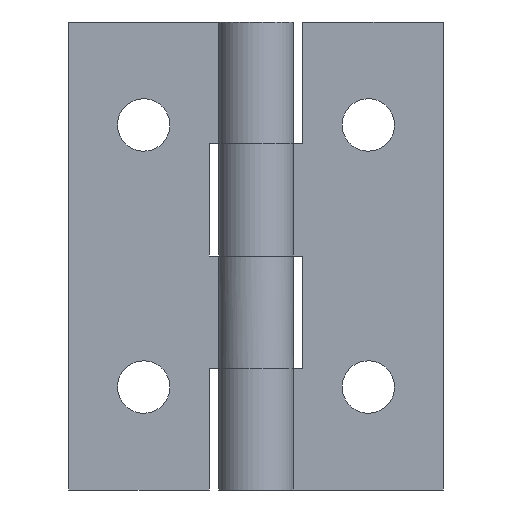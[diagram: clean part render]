
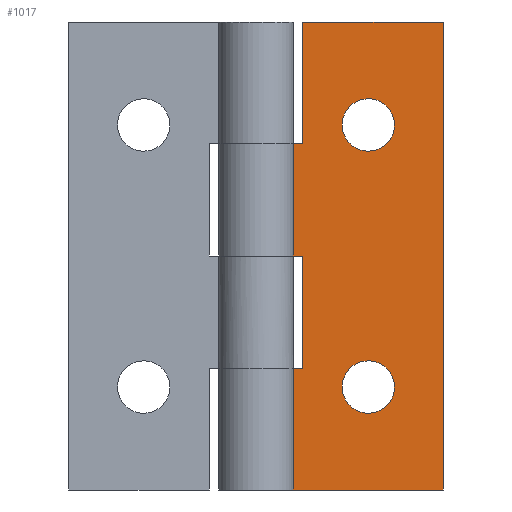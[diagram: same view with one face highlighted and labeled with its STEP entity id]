
A CAD part, front view. The second image highlights one B-rep face of the part: STEP entity #1017.
In plain terms, the highlighted free-form (B-spline) face has degree [1, 1] with [2, 2] control points.
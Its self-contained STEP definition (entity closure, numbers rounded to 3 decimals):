
#62=CARTESIAN_POINT('',(6.0,1.0,6.9));
#63=VERTEX_POINT('',#62);
#64=CARTESIAN_POINT('',(4.604,1.0,5.61));
#65=VERTEX_POINT('',#64);
#66=CARTESIAN_POINT('',(6.0,1.0,6.9));
#67=CARTESIAN_POINT('',(4.706,1.0,6.9));
#68=CARTESIAN_POINT('',(4.604,1.0,5.61));
#76=(BOUNDED_CURVE()B_SPLINE_CURVE(2,(#66,#67,#68),.UNSPECIFIED.,.F.,.U.)B_SPLINE_CURVE_WITH_KNOTS((3,3),(0.0,0.236),.UNSPECIFIED.)CURVE()GEOMETRIC_REPRESENTATION_ITEM()RATIONAL_B_SPLINE_CURVE((1.0,0.723,0.97))REPRESENTATION_ITEM(''));
#77=EDGE_CURVE('',#63,#65,#76,.T.);
#118=CARTESIAN_POINT('',(7.396,1.0,5.39));
#119=VERTEX_POINT('',#118);
#125=CARTESIAN_POINT('',(7.396,1.0,5.39));
#126=CARTESIAN_POINT('',(7.4,1.0,5.445));
#127=CARTESIAN_POINT('',(7.4,1.0,5.5));
#128=CARTESIAN_POINT('',(7.4,1.0,6.9));
#129=CARTESIAN_POINT('',(6.0,1.0,6.9));
#137=(BOUNDED_CURVE()B_SPLINE_CURVE(2,(#125,#126,#127,#128,#129),.UNSPECIFIED.,.F.,.U.)B_SPLINE_CURVE_WITH_KNOTS((3,2,3),(0.736,0.75,1.0),.UNSPECIFIED.)CURVE()GEOMETRIC_REPRESENTATION_ITEM()RATIONAL_B_SPLINE_CURVE((0.97,0.984,1.0,0.707,1.0))REPRESENTATION_ITEM(''));
#138=EDGE_CURVE('',#119,#63,#137,.T.);
#161=CARTESIAN_POINT('',(6.0,1.0,4.1));
#162=VERTEX_POINT('',#161);
#163=CARTESIAN_POINT('',(4.604,1.0,5.61));
#164=CARTESIAN_POINT('',(4.6,1.0,5.555));
#165=CARTESIAN_POINT('',(4.6,1.0,5.5));
#166=CARTESIAN_POINT('',(4.6,1.0,4.1));
#167=CARTESIAN_POINT('',(6.0,1.0,4.1));
#175=(BOUNDED_CURVE()B_SPLINE_CURVE(2,(#163,#164,#165,#166,#167),.UNSPECIFIED.,.F.,.U.)B_SPLINE_CURVE_WITH_KNOTS((3,2,3),(0.236,0.25,0.5),.UNSPECIFIED.)CURVE()GEOMETRIC_REPRESENTATION_ITEM()RATIONAL_B_SPLINE_CURVE((0.97,0.984,1.0,0.707,1.0))REPRESENTATION_ITEM(''));
#176=EDGE_CURVE('',#65,#162,#175,.T.);
#178=CARTESIAN_POINT('',(6.0,1.0,4.1));
#179=CARTESIAN_POINT('',(7.294,1.0,4.1));
#180=CARTESIAN_POINT('',(7.396,1.0,5.39));
#188=(BOUNDED_CURVE()B_SPLINE_CURVE(2,(#178,#179,#180),.UNSPECIFIED.,.F.,.U.)B_SPLINE_CURVE_WITH_KNOTS((3,3),(0.5,0.736),.UNSPECIFIED.)CURVE()GEOMETRIC_REPRESENTATION_ITEM()RATIONAL_B_SPLINE_CURVE((1.0,0.723,0.97))REPRESENTATION_ITEM(''));
#189=EDGE_CURVE('',#162,#119,#188,.T.);
#244=CARTESIAN_POINT('',(6.0,1.0,20.9));
#245=VERTEX_POINT('',#244);
#246=CARTESIAN_POINT('',(4.604,1.0,19.61));
#247=VERTEX_POINT('',#246);
#248=CARTESIAN_POINT('',(6.0,1.0,20.9));
#249=CARTESIAN_POINT('',(4.706,1.0,20.9));
#250=CARTESIAN_POINT('',(4.604,1.0,19.61));
#258=(BOUNDED_CURVE()B_SPLINE_CURVE(2,(#248,#249,#250),.UNSPECIFIED.,.F.,.U.)B_SPLINE_CURVE_WITH_KNOTS((3,3),(0.0,0.236),.UNSPECIFIED.)CURVE()GEOMETRIC_REPRESENTATION_ITEM()RATIONAL_B_SPLINE_CURVE((1.0,0.723,0.97))REPRESENTATION_ITEM(''));
#259=EDGE_CURVE('',#245,#247,#258,.T.);
#300=CARTESIAN_POINT('',(7.396,1.0,19.39));
#301=VERTEX_POINT('',#300);
#307=CARTESIAN_POINT('',(7.396,1.0,19.39));
#308=CARTESIAN_POINT('',(7.4,1.0,19.445));
#309=CARTESIAN_POINT('',(7.4,1.0,19.5));
#310=CARTESIAN_POINT('',(7.4,1.0,20.9));
#311=CARTESIAN_POINT('',(6.0,1.0,20.9));
#319=(BOUNDED_CURVE()B_SPLINE_CURVE(2,(#307,#308,#309,#310,#311),.UNSPECIFIED.,.F.,.U.)B_SPLINE_CURVE_WITH_KNOTS((3,2,3),(0.736,0.75,1.0),.UNSPECIFIED.)CURVE()GEOMETRIC_REPRESENTATION_ITEM()RATIONAL_B_SPLINE_CURVE((0.97,0.984,1.0,0.707,1.0))REPRESENTATION_ITEM(''));
#320=EDGE_CURVE('',#301,#245,#319,.T.);
#343=CARTESIAN_POINT('',(6.0,1.0,18.1));
#344=VERTEX_POINT('',#343);
#345=CARTESIAN_POINT('',(4.604,1.0,19.61));
#346=CARTESIAN_POINT('',(4.6,1.0,19.555));
#347=CARTESIAN_POINT('',(4.6,1.0,19.5));
#348=CARTESIAN_POINT('',(4.6,1.0,18.1));
#349=CARTESIAN_POINT('',(6.0,1.0,18.1));
#357=(BOUNDED_CURVE()B_SPLINE_CURVE(2,(#345,#346,#347,#348,#349),.UNSPECIFIED.,.F.,.U.)B_SPLINE_CURVE_WITH_KNOTS((3,2,3),(0.236,0.25,0.5),.UNSPECIFIED.)CURVE()GEOMETRIC_REPRESENTATION_ITEM()RATIONAL_B_SPLINE_CURVE((0.97,0.984,1.0,0.707,1.0))REPRESENTATION_ITEM(''));
#358=EDGE_CURVE('',#247,#344,#357,.T.);
#360=CARTESIAN_POINT('',(6.0,1.0,18.1));
#361=CARTESIAN_POINT('',(7.294,1.0,18.1));
#362=CARTESIAN_POINT('',(7.396,1.0,19.39));
#370=(BOUNDED_CURVE()B_SPLINE_CURVE(2,(#360,#361,#362),.UNSPECIFIED.,.F.,.U.)B_SPLINE_CURVE_WITH_KNOTS((3,3),(0.5,0.736),.UNSPECIFIED.)CURVE()GEOMETRIC_REPRESENTATION_ITEM()RATIONAL_B_SPLINE_CURVE((1.0,0.723,0.97))REPRESENTATION_ITEM(''));
#371=EDGE_CURVE('',#344,#301,#370,.T.);
#413=CARTESIAN_POINT('',(0.0,1.0,12.5));
#414=VERTEX_POINT('',#413);
#471=CARTESIAN_POINT('',(2.5,1.0,12.5));
#472=VERTEX_POINT('',#471);
#478=CARTESIAN_POINT('',(0.0,1.0,12.5));
#479=CARTESIAN_POINT('',(2.5,1.0,12.5));
#480=QUASI_UNIFORM_CURVE('',1,(#478,#479),.UNSPECIFIED.,.F.,.U.);
#481=EDGE_CURVE('',#414,#472,#480,.T.);
#499=CARTESIAN_POINT('',(2.5,1.0,6.5));
#500=VERTEX_POINT('',#499);
#506=CARTESIAN_POINT('',(2.5,1.0,12.5));
#507=CARTESIAN_POINT('',(2.5,1.0,6.5));
#508=QUASI_UNIFORM_CURVE('',1,(#506,#507),.UNSPECIFIED.,.F.,.U.);
#509=EDGE_CURVE('',#472,#500,#508,.T.);
#555=CARTESIAN_POINT('',(0.0,1.0,6.5));
#556=VERTEX_POINT('',#555);
#576=CARTESIAN_POINT('',(2.5,1.0,6.5));
#577=CARTESIAN_POINT('',(0.0,1.0,6.5));
#578=QUASI_UNIFORM_CURVE('',1,(#576,#577),.UNSPECIFIED.,.F.,.U.);
#579=EDGE_CURVE('',#500,#556,#578,.T.);
#589=CARTESIAN_POINT('',(0.0,1.0,18.5));
#590=VERTEX_POINT('',#589);
#591=CARTESIAN_POINT('',(2.5,1.0,18.5));
#592=VERTEX_POINT('',#591);
#593=CARTESIAN_POINT('',(0.0,1.0,18.5));
#594=CARTESIAN_POINT('',(2.5,1.0,18.5));
#595=QUASI_UNIFORM_CURVE('',1,(#593,#594),.UNSPECIFIED.,.F.,.U.);
#596=EDGE_CURVE('',#590,#592,#595,.T.);
#667=CARTESIAN_POINT('',(2.5,1.0,25.0));
#668=VERTEX_POINT('',#667);
#669=CARTESIAN_POINT('',(2.5,1.0,18.5));
#670=CARTESIAN_POINT('',(2.5,1.0,25.0));
#671=QUASI_UNIFORM_CURVE('',1,(#669,#670),.UNSPECIFIED.,.F.,.U.);
#672=EDGE_CURVE('',#592,#668,#671,.T.);
#704=CARTESIAN_POINT('',(10.0,1.0,0.0));
#705=VERTEX_POINT('',#704);
#711=CARTESIAN_POINT('',(0.0,1.0,0.0));
#712=VERTEX_POINT('',#711);
#713=CARTESIAN_POINT('',(10.0,1.0,0.0));
#714=CARTESIAN_POINT('',(0.0,1.0,0.0));
#715=QUASI_UNIFORM_CURVE('',1,(#713,#714),.UNSPECIFIED.,.F.,.U.);
#716=EDGE_CURVE('',#705,#712,#715,.T.);
#781=CARTESIAN_POINT('',(10.0,1.0,25.0));
#782=VERTEX_POINT('',#781);
#783=CARTESIAN_POINT('',(10.0,1.0,25.0));
#784=CARTESIAN_POINT('',(2.5,1.0,25.0));
#785=QUASI_UNIFORM_CURVE('',1,(#783,#784),.UNSPECIFIED.,.F.,.U.);
#786=EDGE_CURVE('',#782,#668,#785,.T.);
#808=CARTESIAN_POINT('',(10.0,1.0,25.0));
#809=CARTESIAN_POINT('',(10.0,1.0,0.0));
#810=QUASI_UNIFORM_CURVE('',1,(#808,#809),.UNSPECIFIED.,.F.,.U.);
#811=EDGE_CURVE('',#782,#705,#810,.T.);
#945=CARTESIAN_POINT('',(0.0,1.0,18.5));
#946=CARTESIAN_POINT('',(0.0,1.0,12.5));
#947=QUASI_UNIFORM_CURVE('',1,(#945,#946),.UNSPECIFIED.,.F.,.U.);
#948=EDGE_CURVE('',#590,#414,#947,.T.);
#980=CARTESIAN_POINT('',(0.0,1.0,6.5));
#981=CARTESIAN_POINT('',(0.0,1.0,0.0));
#982=QUASI_UNIFORM_CURVE('',1,(#980,#981),.UNSPECIFIED.,.F.,.U.);
#983=EDGE_CURVE('',#556,#712,#982,.T.);
#988=CARTESIAN_POINT('',(-0.499,1.0,26.249));
#989=CARTESIAN_POINT('',(-0.499,1.0,-1.249));
#990=CARTESIAN_POINT('',(10.5,1.0,26.249));
#991=CARTESIAN_POINT('',(10.5,1.0,-1.249));
#992=B_SPLINE_SURFACE_WITH_KNOTS('',1,1,((#988,#990),(#989,#991)),.UNSPECIFIED.,.F.,.F.,.U.,(2,2),(2,2),(0.0,27.498),(0.0,10.999),.UNSPECIFIED.);
#993=ORIENTED_EDGE('',*,*,#509,.T.);
#994=ORIENTED_EDGE('',*,*,#579,.T.);
#995=ORIENTED_EDGE('',*,*,#983,.T.);
#996=ORIENTED_EDGE('',*,*,#716,.F.);
#997=ORIENTED_EDGE('',*,*,#811,.F.);
#998=ORIENTED_EDGE('',*,*,#786,.T.);
#999=ORIENTED_EDGE('',*,*,#672,.F.);
#1000=ORIENTED_EDGE('',*,*,#596,.F.);
#1001=ORIENTED_EDGE('',*,*,#948,.T.);
#1002=ORIENTED_EDGE('',*,*,#481,.T.);
#1003=EDGE_LOOP('',(#993,#994,#995,#996,#997,#998,#999,#1000,#1001,#1002));
#1004=FACE_OUTER_BOUND('',#1003,.T.);
#1005=ORIENTED_EDGE('',*,*,#371,.F.);
#1006=ORIENTED_EDGE('',*,*,#358,.F.);
#1007=ORIENTED_EDGE('',*,*,#259,.F.);
#1008=ORIENTED_EDGE('',*,*,#320,.F.);
#1009=EDGE_LOOP('',(#1005,#1006,#1007,#1008));
#1010=FACE_BOUND('',#1009,.T.);
#1011=ORIENTED_EDGE('',*,*,#189,.F.);
#1012=ORIENTED_EDGE('',*,*,#176,.F.);
#1013=ORIENTED_EDGE('',*,*,#77,.F.);
#1014=ORIENTED_EDGE('',*,*,#138,.F.);
#1015=EDGE_LOOP('',(#1011,#1012,#1013,#1014));
#1016=FACE_BOUND('',#1015,.T.);
#1017=ADVANCED_FACE('',(#1004,#1010,#1016),#992,.T.);
